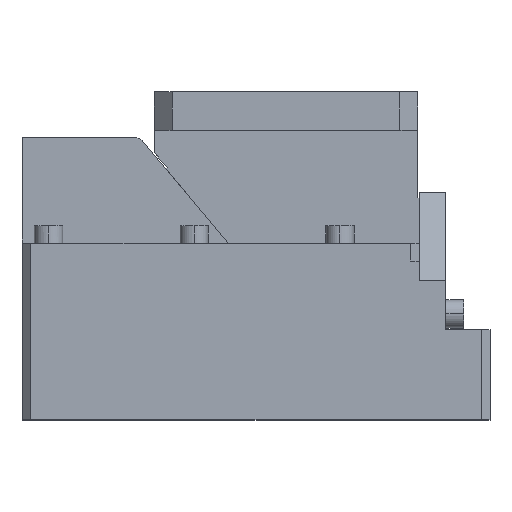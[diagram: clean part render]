
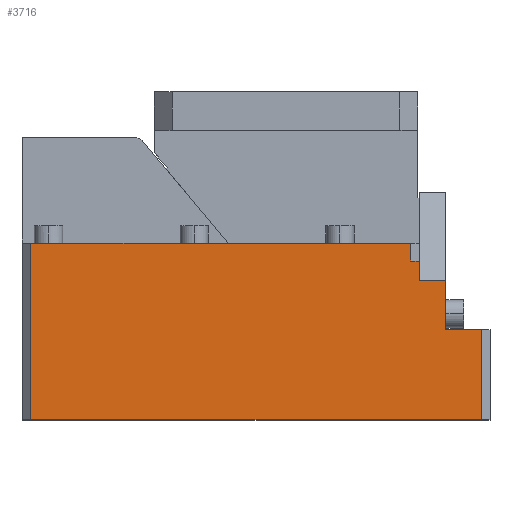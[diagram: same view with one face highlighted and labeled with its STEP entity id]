
A CAD part, top view. The second image highlights one B-rep face of the part: STEP entity #3716.
In plain terms, the highlighted planar face has unit normal (0, 0, 1).
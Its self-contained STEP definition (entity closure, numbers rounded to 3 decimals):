
#228=CARTESIAN_POINT('Vertex',(-25.,79.,67.)) ;
#231=CARTESIAN_POINT('Line Origine',(-25.,65.,67.)) ;
#235=CARTESIAN_POINT('Vertex',(-25.,51.,67.)) ;
#1148=CARTESIAN_POINT('Line Origine',(-15.,51.,67.)) ;
#1152=CARTESIAN_POINT('Vertex',(-5.,51.,67.)) ;
#1779=CARTESIAN_POINT('Line Origine',(-5.,25.5,67.)) ;
#1783=CARTESIAN_POINT('Vertex',(-5.,0.,67.)) ;
#2630=CARTESIAN_POINT('Vertex',(-45.,90.,67.)) ;
#2646=CARTESIAN_POINT('Vertex',(-45.,100.,67.)) ;
#2649=CARTESIAN_POINT('Line Origine',(-45.,95.,67.)) ;
#3628=CARTESIAN_POINT('Line Origine',(-42.5,90.,67.)) ;
#3632=CARTESIAN_POINT('Vertex',(-40.,90.,67.)) ;
#3668=CARTESIAN_POINT('Axis2P3D Location',(-260.,90.,67.)) ;
#3673=CARTESIAN_POINT('Line Origine',(-152.5,100.,67.)) ;
#3677=CARTESIAN_POINT('Vertex',(-260.,100.,67.)) ;
#3680=CARTESIAN_POINT('Line Origine',(-260.,50.,67.)) ;
#3684=CARTESIAN_POINT('Vertex',(-260.,0.,67.)) ;
#3687=CARTESIAN_POINT('Line Origine',(-132.5,0.,67.)) ;
#3692=CARTESIAN_POINT('Line Origine',(-32.5,79.,67.)) ;
#3696=CARTESIAN_POINT('Vertex',(-40.,79.,67.)) ;
#3699=CARTESIAN_POINT('Line Origine',(-40.,84.5,67.)) ;
#232=DIRECTION('Vector Direction',(0.,-1.,0.)) ;
#1149=DIRECTION('Vector Direction',(1.,0.,0.)) ;
#1780=DIRECTION('Vector Direction',(0.,-1.,0.)) ;
#2650=DIRECTION('Vector Direction',(0.,-1.,0.)) ;
#3629=DIRECTION('Vector Direction',(1.,0.,0.)) ;
#3669=DIRECTION('Axis2P3D Direction',(0.,0.,-1.)) ;
#3670=DIRECTION('Axis2P3D XDirection',(-1.,0.,0.)) ;
#3674=DIRECTION('Vector Direction',(1.,0.,0.)) ;
#3681=DIRECTION('Vector Direction',(0.,-1.,0.)) ;
#3688=DIRECTION('Vector Direction',(1.,0.,0.)) ;
#3693=DIRECTION('Vector Direction',(-1.,0.,0.)) ;
#3700=DIRECTION('Vector Direction',(0.,-1.,0.)) ;
#3671=AXIS2_PLACEMENT_3D('Plane Axis2P3D',#3668,#3669,#3670) ;
#3705=ORIENTED_EDGE('',*,*,#3634,.F.) ;
#3706=ORIENTED_EDGE('',*,*,#2653,.F.) ;
#3707=ORIENTED_EDGE('',*,*,#3679,.F.) ;
#3708=ORIENTED_EDGE('',*,*,#3686,.T.) ;
#3709=ORIENTED_EDGE('',*,*,#3691,.T.) ;
#3710=ORIENTED_EDGE('',*,*,#1785,.F.) ;
#3711=ORIENTED_EDGE('',*,*,#1154,.F.) ;
#3712=ORIENTED_EDGE('',*,*,#237,.F.) ;
#3713=ORIENTED_EDGE('',*,*,#3698,.T.) ;
#3714=ORIENTED_EDGE('',*,*,#3703,.F.) ;
#233=VECTOR('Line Direction',#232,1.) ;
#1150=VECTOR('Line Direction',#1149,1.) ;
#1781=VECTOR('Line Direction',#1780,1.) ;
#2651=VECTOR('Line Direction',#2650,1.) ;
#3630=VECTOR('Line Direction',#3629,1.) ;
#3675=VECTOR('Line Direction',#3674,1.) ;
#3682=VECTOR('Line Direction',#3681,1.) ;
#3689=VECTOR('Line Direction',#3688,1.) ;
#3694=VECTOR('Line Direction',#3693,1.) ;
#3701=VECTOR('Line Direction',#3700,1.) ;
#3716=ADVANCED_FACE('CAM HOLDER',(#3715),#3672,.F.) ;
#237=EDGE_CURVE('',#229,#236,#234,.T.) ;
#1154=EDGE_CURVE('',#236,#1153,#1151,.T.) ;
#1785=EDGE_CURVE('',#1153,#1784,#1782,.T.) ;
#2653=EDGE_CURVE('',#2647,#2631,#2652,.T.) ;
#3634=EDGE_CURVE('',#2631,#3633,#3631,.T.) ;
#3679=EDGE_CURVE('',#3678,#2647,#3676,.T.) ;
#3686=EDGE_CURVE('',#3678,#3685,#3683,.T.) ;
#3691=EDGE_CURVE('',#3685,#1784,#3690,.T.) ;
#3698=EDGE_CURVE('',#229,#3697,#3695,.T.) ;
#3703=EDGE_CURVE('',#3633,#3697,#3702,.T.) ;
#3704=EDGE_LOOP('',(#3705,#3706,#3707,#3708,#3709,#3710,#3711,#3712,#3713,#3714)) ;
#3715=FACE_OUTER_BOUND('',#3704,.T.) ;
#234=LINE('Line',#231,#233) ;
#1151=LINE('Line',#1148,#1150) ;
#1782=LINE('Line',#1779,#1781) ;
#2652=LINE('Line',#2649,#2651) ;
#3631=LINE('Line',#3628,#3630) ;
#3676=LINE('Line',#3673,#3675) ;
#3683=LINE('Line',#3680,#3682) ;
#3690=LINE('Line',#3687,#3689) ;
#3695=LINE('Line',#3692,#3694) ;
#3702=LINE('Line',#3699,#3701) ;
#3672=PLANE('Plane',#3671) ;
#229=VERTEX_POINT('',#228) ;
#236=VERTEX_POINT('',#235) ;
#1153=VERTEX_POINT('',#1152) ;
#1784=VERTEX_POINT('',#1783) ;
#2631=VERTEX_POINT('',#2630) ;
#2647=VERTEX_POINT('',#2646) ;
#3633=VERTEX_POINT('',#3632) ;
#3678=VERTEX_POINT('',#3677) ;
#3685=VERTEX_POINT('',#3684) ;
#3697=VERTEX_POINT('',#3696) ;
